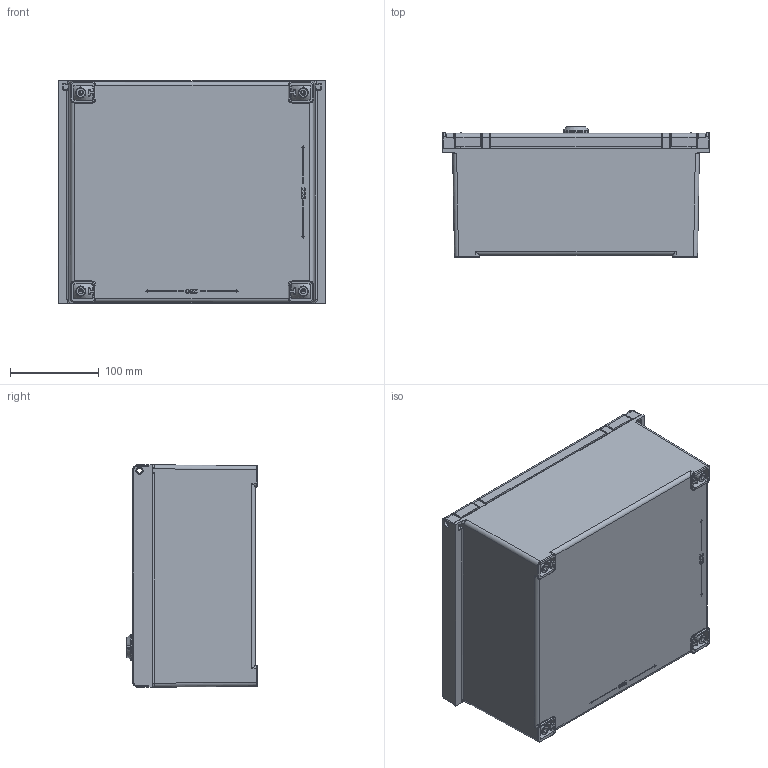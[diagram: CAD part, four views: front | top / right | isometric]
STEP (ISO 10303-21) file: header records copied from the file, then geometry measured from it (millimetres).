
FILE_DESCRIPTION((''),'2;1');
FILE_NAME('ASM01043_ASM','2021-04-19T',('marketing.praksa'),('Audax d.o.o.'),'CREO PARAMETRIC BY PTC INC, 2017480','CREO PARAMETRIC BY PTC INC, 2017480','');
FILE_SCHEMA(('AUTOMOTIVE_DESIGN { 1 0 10303 214 1 1 1 1 }'));
Products named in the file (23): CUB-325_1_1_1; WL-COVER; EJB_1_1_1; BC-ETI_1_1_1; D84-5X12_1_1_1; JN-C_1_1_1; COJINETE-M22MAL_1_1_1; TPDB-ETI_1_1_1; PMC-APM-2-MAL_1_1_1; D7971-8X3-4_1_1_1; JN-TORICA_1_1_1; CMDB-M22_ASM_1_ASM_1_1_ASM; TU-M22_1_1_1; JUNTA-ETI-325_1_1_1; PUB-325_ASM_1_ASM_1_1_ASM; D97-4X50_1_1_1; TACO_1_1_1; LLD-10_1_1_1; D84-6X10_1_1_1; BO-ETI_ASM_1_ASM_1_1_ASM; PRT0153; PRT0154; ASM01043_ASM
Assembly tree (32 placements, depth 4):
  ASM01043_ASM
    CUB-325_1_1_1
    PUB-325_ASM_1_ASM_1_1_ASM
      WL-COVER
      EJB_1_1_1  x2
      BC-ETI_1_1_1
      D84-5X12_1_1_1
      JN-C_1_1_1
      CMDB-M22_ASM_1_ASM_1_1_ASM
        COJINETE-M22MAL_1_1_1
        TPDB-ETI_1_1_1
        PMC-APM-2-MAL_1_1_1
        D7971-8X3-4_1_1_1
        JN-TORICA_1_1_1
      TU-M22_1_1_1
      JUNTA-ETI-325_1_1_1
    BO-ETI_ASM_1_ASM_1_1_ASM
      D97-4X50_1_1_1  x4
      TACO_1_1_1  x4
      LLD-10_1_1_1
      D84-6X10_1_1_1  x4
    PRT0153
    PRT0154
Bounding box: 300 x 147 x 250 mm (x, y, z)
Volume: 1158480.5 mm3; surface area: 770838.9 mm2
Topology: 31 solids, 37 shells, 3596 faces, 9171 edges, 5627 vertices
Faces by surface type: plane 1261, cylinder 1210, bspline 472, torus 282, cone 265, sphere 106
Entity records: 178721 total; most frequent: CARTESIAN_POINT 57955, ORIENTED_EDGE 15996, DIRECTION 14178, PRESENTATION_STYLE_ASSIGNMENT 11220, STYLED_ITEM 11220, CURVE_STYLE 8004, EDGE_CURVE 8004, AXIS2_PLACEMENT_3D 5227
